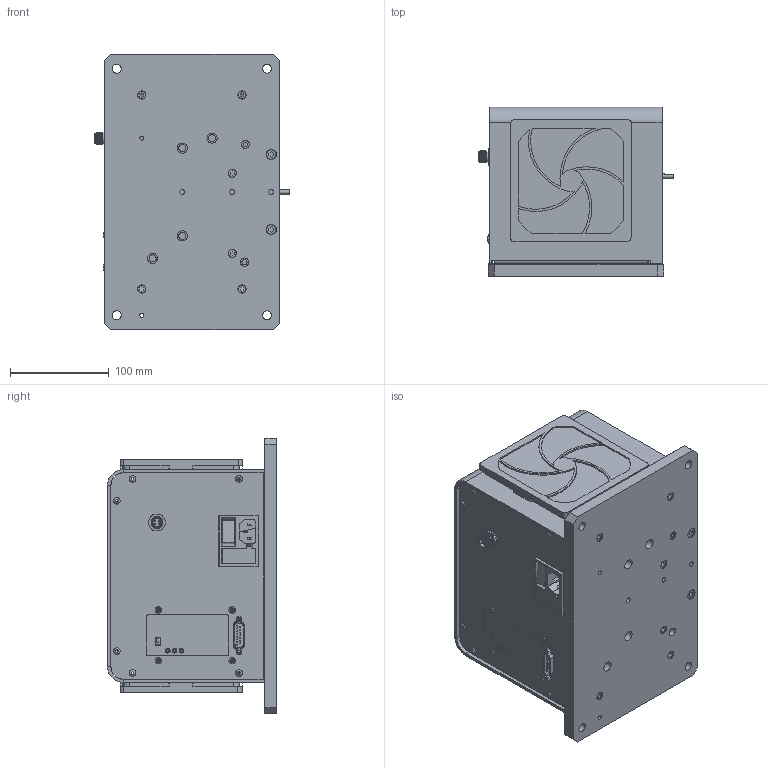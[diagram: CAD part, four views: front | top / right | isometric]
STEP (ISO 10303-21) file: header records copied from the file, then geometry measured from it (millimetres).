
FILE_DESCRIPTION (( 'STEP AP203' ), '1' );
FILE_NAME ('HD-100-XC1-0100_B.stp', '2022-07-13T14:51:23', ( '' ), ( '' ), 'SwSTEP 2.0', 'SolidWorks 2020', '' );
FILE_SCHEMA (( 'CONFIG_CONTROL_DESIGN' ));
Length unit declared in the file: millimetre
Products named in the file (1): HD-100-XC1-0100_B
Bounding box: 198.69 x 171.45 x 279.4 mm (x, y, z)
Surface area: 400205.3 mm2 (no closed solid volume)
Topology: 0 solids, 72 shells, 643 faces, 2157 edges, 1565 vertices
Faces by surface type: plane 391, cylinder 180, cone 41, torus 17, bspline 12, sphere 2
Full cylindrical faces by diameter (mm): 1 x4, 1.016 x15, 2.8 x2, 4.039 x2, 4.166 x1, 4.755 x1, 4.762 x3, 4.763 x3, 5.182 x3, 6.337 x1, 6.655 x16, 7.938 x1, 8.001 x1, 8.3 x1, 8.433 x8, 9 x4, 9.525 x1, 10 x1, 10.312 x6, 10.7 x2, 12.7 x1
Entity records: 25808 total; most frequent: CARTESIAN_POINT 7707, DIRECTION 3673, ORIENTED_EDGE 3044, EDGE_CURVE 2017, VERTEX_POINT 1552, VECTOR 1355, LINE 1355, AXIS2_PLACEMENT_3D 1159
